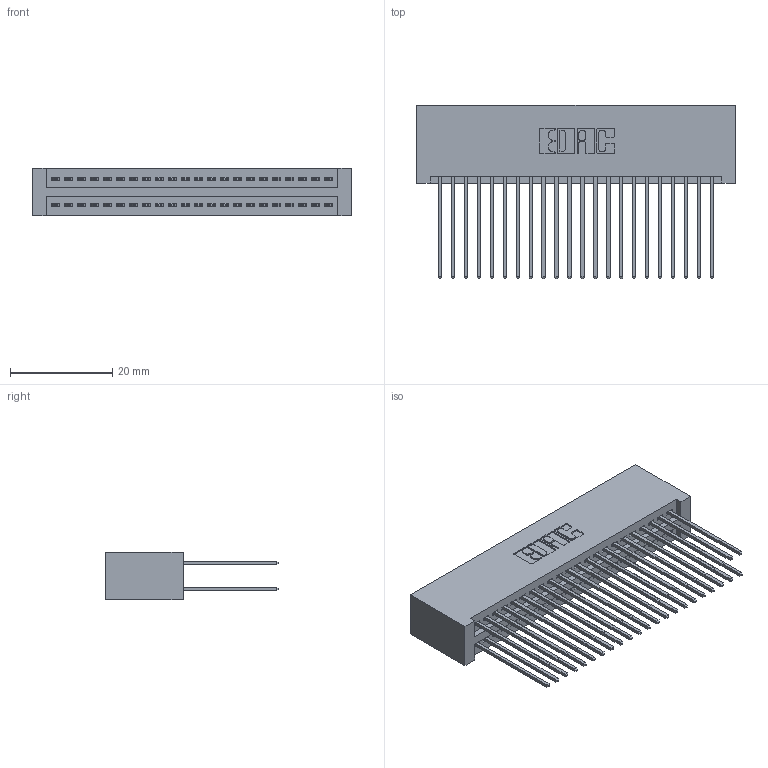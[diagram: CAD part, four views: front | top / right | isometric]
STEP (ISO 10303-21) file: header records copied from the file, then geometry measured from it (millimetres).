
FILE_DESCRIPTION (( 'STEP AP203' ), '1' );
FILE_NAME ('345-044-541-201.STEP', '2018-09-08T19:15:03', ( '' ), ( '' ), 'SwSTEP 2.0', 'SolidWorks 2016', '' );
FILE_SCHEMA (( 'CONFIG_CONTROL_DESIGN' ));
Length unit declared in the file: inch
Products named in the file (3): 345 Part_No Mounting Lugs; 345-292-001_345-293-141; 345-044-541-201
Assembly tree (45 placements, depth 2):
  345-044-541-201
    345 Part_No Mounting Lugs
    345-292-001_345-293-141  x44
Bounding box: 62.48 x 33.96 x 9.4 mm (x, y, z)
Volume: 6752.4 mm3; surface area: 11083.8 mm2
Topology: 45 solids, 45 shells, 2318 faces, 6873 edges, 4522 vertices
Faces by surface type: plane 1528, cylinder 790
Entity records: 19695 total; most frequent: CARTESIAN_POINT 3320, ORIENTED_EDGE 3254, DIRECTION 2947, EDGE_CURVE 1627, VECTOR 1415, LINE 1415, VERTEX_POINT 1082, AXIS2_PLACEMENT_3D 766
